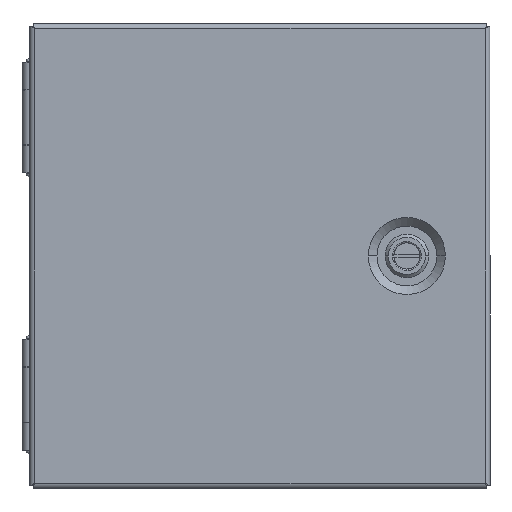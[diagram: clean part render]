
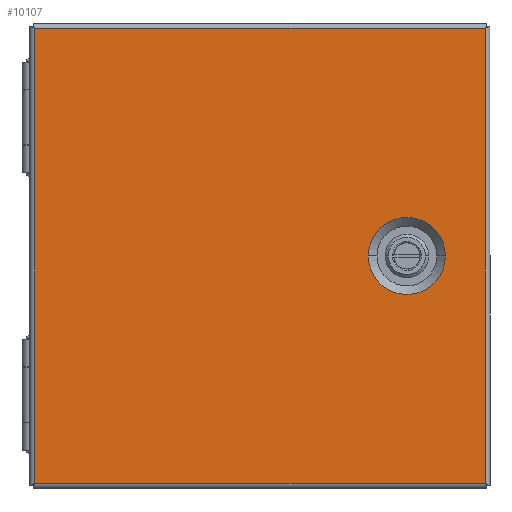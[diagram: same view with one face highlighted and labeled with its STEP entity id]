
A CAD part, top view. The second image highlights one B-rep face of the part: STEP entity #10107.
In plain terms, the highlighted planar face has unit normal (0, 0, 1).
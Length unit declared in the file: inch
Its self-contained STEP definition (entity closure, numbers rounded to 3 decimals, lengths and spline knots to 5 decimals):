
#162 = EDGE_CURVE ( 'NONE', #16984, #1660, #15753, .T. ) ;
#313 = EDGE_LOOP ( 'NONE', ( #7734, #13943, #16355, #1482 ) ) ;
#337 = CARTESIAN_POINT ( 'NONE',  ( 4.0425, -4.1035, 4.118 ) ) ;
#760 = DIRECTION ( 'NONE',  ( 1., 0., 0. ) ) ;
#925 = LINE ( 'NONE', #19176, #9029 ) ;
#1482 = ORIENTED_EDGE ( 'NONE', *, *, #17786, .T. ) ;
#1660 = VERTEX_POINT ( 'NONE', #17499 ) ;
#2000 = AXIS2_PLACEMENT_3D ( 'NONE', #337, #4761, #760 ) ;
#2275 = LINE ( 'NONE', #12402, #20089 ) ;
#2747 = CARTESIAN_POINT ( 'NONE',  ( 2.6285, 0.0005, 4.118 ) ) ;
#2984 = EDGE_LOOP ( 'NONE', ( #20955, #21105 ) ) ;
#3292 = CARTESIAN_POINT ( 'NONE',  ( 1.93361, 0.0005, 4.118 ) ) ;
#3337 = DIRECTION ( 'NONE',  ( 0., -1., 0. ) ) ;
#4761 = DIRECTION ( 'NONE',  ( 0., 0., 1. ) ) ;
#5515 = VERTEX_POINT ( 'NONE', #21007 ) ;
#5999 = EDGE_CURVE ( 'NONE', #1660, #16984, #14298, .T. ) ;
#6385 = DIRECTION ( 'NONE',  ( 1., 0., 0. ) ) ;
#6432 = DIRECTION ( 'NONE',  ( 0., 0., -1. ) ) ;
#6608 = DIRECTION ( 'NONE',  ( 0., 1., 0. ) ) ;
#7473 = EDGE_CURVE ( 'NONE', #15557, #20040, #2275, .T. ) ;
#7711 = EDGE_CURVE ( 'NONE', #20040, #11456, #8511, .T. ) ;
#7734 = ORIENTED_EDGE ( 'NONE', *, *, #7473, .T. ) ;
#8511 = LINE ( 'NONE', #18358, #9802 ) ;
#8514 = FACE_OUTER_BOUND ( 'NONE', #313, .T. ) ;
#8847 = DIRECTION ( 'NONE',  ( -1., 0., 0. ) ) ;
#9029 = VECTOR ( 'NONE', #11127, 39.37008 ) ;
#9802 = VECTOR ( 'NONE', #3337, 39.37008 ) ;
#10032 = LINE ( 'NONE', #18180, #12226 ) ;
#10107 = ADVANCED_FACE ( 'NONE', ( #10118, #8514 ), #15047, .T. ) ;
#10118 = FACE_BOUND ( 'NONE', #2984, .T. ) ;
#11127 = DIRECTION ( 'NONE',  ( 1., 0., 0. ) ) ;
#11151 = CARTESIAN_POINT ( 'NONE',  ( 2.6285, 0.0005, 4.118 ) ) ;
#11456 = VERTEX_POINT ( 'NONE', #20171 ) ;
#12226 = VECTOR ( 'NONE', #6608, 39.37008 ) ;
#12402 = CARTESIAN_POINT ( 'NONE',  ( 4.0425, 4.1045, 4.118 ) ) ;
#13893 = CARTESIAN_POINT ( 'NONE',  ( 4.0425, 4.1045, 4.118 ) ) ;
#13943 = ORIENTED_EDGE ( 'NONE', *, *, #7711, .T. ) ;
#14298 = CIRCLE ( 'NONE', #18394, 0.69489 ) ;
#15047 = PLANE ( 'NONE',  #2000 ) ;
#15557 = VERTEX_POINT ( 'NONE', #13893 ) ;
#15753 = CIRCLE ( 'NONE', #20570, 0.69489 ) ;
#16098 = EDGE_CURVE ( 'NONE', #11456, #5515, #925, .T. ) ;
#16355 = ORIENTED_EDGE ( 'NONE', *, *, #16098, .T. ) ;
#16984 = VERTEX_POINT ( 'NONE', #3292 ) ;
#17499 = CARTESIAN_POINT ( 'NONE',  ( 3.32339, 0.0005, 4.118 ) ) ;
#17786 = EDGE_CURVE ( 'NONE', #5515, #15557, #10032, .T. ) ;
#18180 = CARTESIAN_POINT ( 'NONE',  ( 4.0425, -4.1035, 4.118 ) ) ;
#18358 = CARTESIAN_POINT ( 'NONE',  ( -4.0855, -4.1035, 4.118 ) ) ;
#18394 = AXIS2_PLACEMENT_3D ( 'NONE', #2747, #19260, #6385 ) ;
#18639 = CARTESIAN_POINT ( 'NONE',  ( -4.0855, 4.1045, 4.118 ) ) ;
#19176 = CARTESIAN_POINT ( 'NONE',  ( 4.0425, -4.1035, 4.118 ) ) ;
#19260 = DIRECTION ( 'NONE',  ( 0., 0., -1. ) ) ;
#19301 = DIRECTION ( 'NONE',  ( 1., 0., 0. ) ) ;
#20040 = VERTEX_POINT ( 'NONE', #18639 ) ;
#20089 = VECTOR ( 'NONE', #8847, 39.37008 ) ;
#20171 = CARTESIAN_POINT ( 'NONE',  ( -4.0855, -4.1035, 4.118 ) ) ;
#20570 = AXIS2_PLACEMENT_3D ( 'NONE', #11151, #6432, #19301 ) ;
#20955 = ORIENTED_EDGE ( 'NONE', *, *, #5999, .T. ) ;
#21007 = CARTESIAN_POINT ( 'NONE',  ( 4.0425, -4.1035, 4.118 ) ) ;
#21105 = ORIENTED_EDGE ( 'NONE', *, *, #162, .T. ) ;
